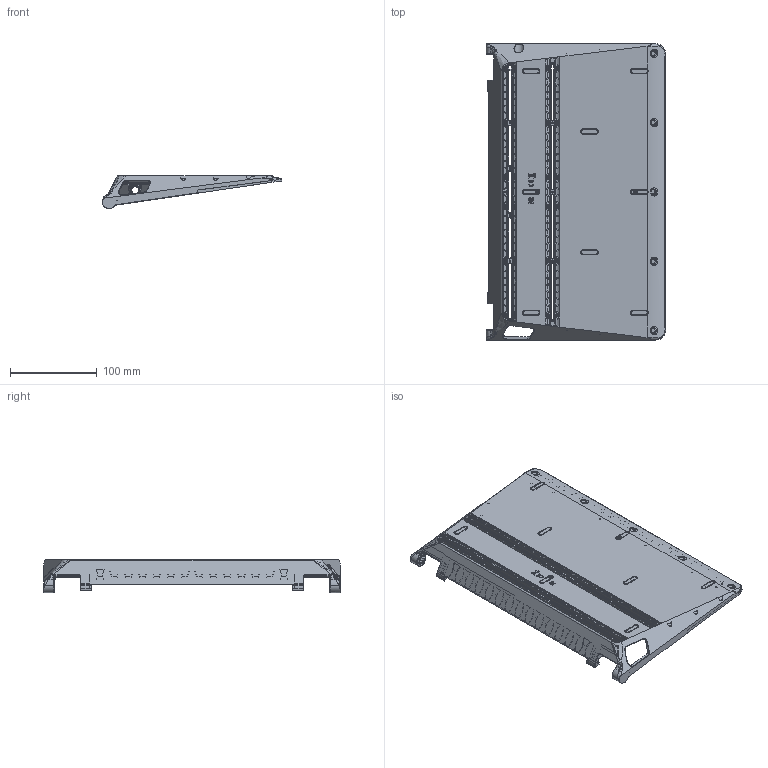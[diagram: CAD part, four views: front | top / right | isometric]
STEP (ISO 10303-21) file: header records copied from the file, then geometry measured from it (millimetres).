
FILE_DESCRIPTION (( 'STEP AP214' ), '1' );
FILE_NAME ('pt1-battery-base.STEP', '2020-04-24T18:39:35', ( '' ), ( '' ), 'SwSTEP 2.0', 'SolidWorks 2016', '' );
FILE_SCHEMA (( 'AUTOMOTIVE_DESIGN' ));
Length unit declared in the file: millimetre
Products named in the file (1): pt1-battery-base
Bounding box: 207.75 x 342.84 x 38.42 mm (x, y, z)
Volume: 134860.2 mm3; surface area: 202333.4 mm2
Topology: 1 solids, 2 shells, 4916 faces, 12767 edges, 8195 vertices
Faces by surface type: plane 2775, cylinder 1385, bspline 451, torus 171, cone 98, sphere 36
Entity records: 176020 total; most frequent: CARTESIAN_POINT 59966, ORIENTED_EDGE 25396, DIRECTION 21418, EDGE_CURVE 12698, VECTOR 8208, LINE 8208, VERTEX_POINT 8193, AXIS2_PLACEMENT_3D 6605
